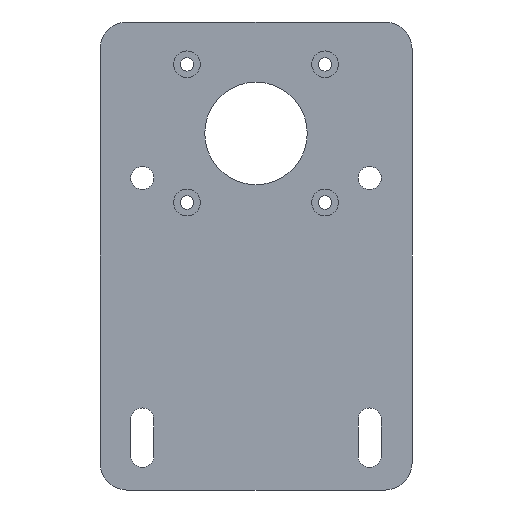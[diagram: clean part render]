
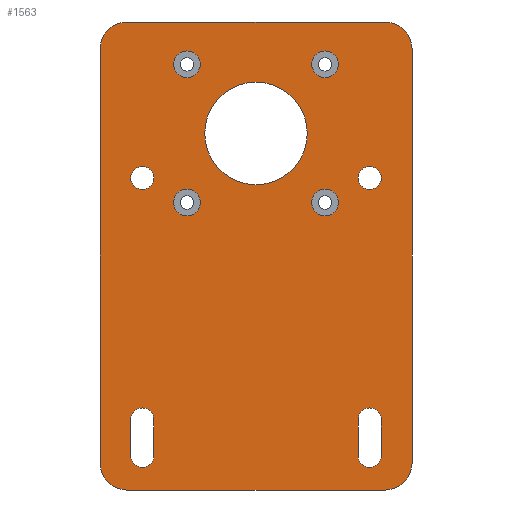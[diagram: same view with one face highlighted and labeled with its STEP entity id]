
A CAD part, front view. The second image highlights one B-rep face of the part: STEP entity #1563.
In plain terms, the highlighted planar face has unit normal (0, -1, 0).
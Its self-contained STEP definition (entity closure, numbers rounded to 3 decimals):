
#26=FACE_BOUND('',#226,.T.);
#27=FACE_BOUND('',#227,.T.);
#28=FACE_BOUND('',#228,.T.);
#29=FACE_BOUND('',#229,.T.);
#30=FACE_BOUND('',#230,.T.);
#31=FACE_BOUND('',#231,.T.);
#32=FACE_BOUND('',#232,.T.);
#33=FACE_BOUND('',#233,.T.);
#34=FACE_BOUND('',#234,.T.);
#56=PLANE('',#1691);
#128=FACE_OUTER_BOUND('',#225,.T.);
#225=EDGE_LOOP('',(#1215,#1216,#1217,#1218,#1219,#1220,#1221,#1222));
#226=EDGE_LOOP('',(#1223));
#227=EDGE_LOOP('',(#1224,#1225,#1226,#1227,#1228,#1229));
#228=EDGE_LOOP('',(#1230));
#229=EDGE_LOOP('',(#1231,#1232,#1233,#1234,#1235));
#230=EDGE_LOOP('',(#1236));
#231=EDGE_LOOP('',(#1237));
#232=EDGE_LOOP('',(#1238));
#233=EDGE_LOOP('',(#1239));
#234=EDGE_LOOP('',(#1240));
#309=LINE('',#2229,#485);
#312=LINE('',#2235,#488);
#316=LINE('',#2247,#492);
#319=LINE('',#2253,#495);
#324=LINE('',#2271,#500);
#328=LINE('',#2283,#504);
#332=LINE('',#2293,#508);
#389=LINE('',#2441,#565);
#391=LINE('',#2445,#567);
#392=LINE('',#2449,#568);
#393=LINE('',#2453,#569);
#485=VECTOR('',#1786,10.);
#488=VECTOR('',#1791,10.);
#492=VECTOR('',#1803,10.);
#495=VECTOR('',#1808,10.);
#500=VECTOR('',#1827,10.);
#504=VECTOR('',#1839,10.);
#508=VECTOR('',#1851,10.);
#565=VECTOR('',#1958,10.);
#567=VECTOR('',#1962,10.);
#568=VECTOR('',#1965,10.);
#569=VECTOR('',#1968,10.);
#658=CIRCLE('',#1642,2.6);
#661=CIRCLE('',#1648,2.6);
#663=CIRCLE('',#1653,2.6);
#664=CIRCLE('',#1655,2.6);
#667=CIRCLE('',#1660,2.6);
#669=CIRCLE('',#1664,2.6);
#685=CIRCLE('',#1689,6.);
#686=CIRCLE('',#1692,6.);
#687=CIRCLE('',#1693,6.);
#688=CIRCLE('',#1694,6.);
#689=CIRCLE('',#1695,3.);
#690=CIRCLE('',#1696,3.);
#691=CIRCLE('',#1697,3.);
#692=CIRCLE('',#1698,3.);
#693=CIRCLE('',#1699,11.5);
#704=VERTEX_POINT('',#2217);
#708=VERTEX_POINT('',#2226);
#709=VERTEX_POINT('',#2228);
#711=VERTEX_POINT('',#2234);
#713=VERTEX_POINT('',#2240);
#715=VERTEX_POINT('',#2246);
#717=VERTEX_POINT('',#2252);
#718=VERTEX_POINT('',#2259);
#722=VERTEX_POINT('',#2268);
#723=VERTEX_POINT('',#2270);
#725=VERTEX_POINT('',#2276);
#727=VERTEX_POINT('',#2282);
#729=VERTEX_POINT('',#2288);
#793=VERTEX_POINT('',#2434);
#794=VERTEX_POINT('',#2436);
#795=VERTEX_POINT('',#2440);
#796=VERTEX_POINT('',#2444);
#797=VERTEX_POINT('',#2446);
#798=VERTEX_POINT('',#2448);
#799=VERTEX_POINT('',#2450);
#800=VERTEX_POINT('',#2452);
#801=VERTEX_POINT('',#2455);
#802=VERTEX_POINT('',#2457);
#803=VERTEX_POINT('',#2459);
#804=VERTEX_POINT('',#2461);
#805=VERTEX_POINT('',#2463);
#852=EDGE_CURVE('',#704,#704,#658,.T.);
#857=EDGE_CURVE('',#709,#708,#309,.T.);
#860=EDGE_CURVE('',#711,#709,#312,.T.);
#863=EDGE_CURVE('',#713,#711,#661,.T.);
#866=EDGE_CURVE('',#715,#713,#316,.T.);
#869=EDGE_CURVE('',#717,#715,#319,.T.);
#872=EDGE_CURVE('',#708,#717,#663,.T.);
#873=EDGE_CURVE('',#718,#718,#664,.T.);
#878=EDGE_CURVE('',#723,#722,#324,.T.);
#881=EDGE_CURVE('',#725,#723,#667,.T.);
#884=EDGE_CURVE('',#727,#725,#328,.T.);
#887=EDGE_CURVE('',#729,#727,#669,.T.);
#890=EDGE_CURVE('',#722,#729,#332,.T.);
#961=EDGE_CURVE('',#793,#794,#685,.T.);
#963=EDGE_CURVE('',#795,#794,#389,.T.);
#965=EDGE_CURVE('',#793,#796,#391,.T.);
#966=EDGE_CURVE('',#797,#796,#686,.T.);
#967=EDGE_CURVE('',#797,#798,#392,.T.);
#968=EDGE_CURVE('',#799,#798,#687,.T.);
#969=EDGE_CURVE('',#799,#800,#393,.T.);
#970=EDGE_CURVE('',#795,#800,#688,.T.);
#971=EDGE_CURVE('',#801,#801,#689,.T.);
#972=EDGE_CURVE('',#802,#802,#690,.T.);
#973=EDGE_CURVE('',#803,#803,#691,.T.);
#974=EDGE_CURVE('',#804,#804,#692,.T.);
#975=EDGE_CURVE('',#805,#805,#693,.T.);
#1215=ORIENTED_EDGE('',*,*,#961,.F.);
#1216=ORIENTED_EDGE('',*,*,#965,.T.);
#1217=ORIENTED_EDGE('',*,*,#966,.F.);
#1218=ORIENTED_EDGE('',*,*,#967,.T.);
#1219=ORIENTED_EDGE('',*,*,#968,.F.);
#1220=ORIENTED_EDGE('',*,*,#969,.T.);
#1221=ORIENTED_EDGE('',*,*,#970,.F.);
#1222=ORIENTED_EDGE('',*,*,#963,.T.);
#1223=ORIENTED_EDGE('',*,*,#852,.T.);
#1224=ORIENTED_EDGE('',*,*,#857,.T.);
#1225=ORIENTED_EDGE('',*,*,#872,.T.);
#1226=ORIENTED_EDGE('',*,*,#869,.T.);
#1227=ORIENTED_EDGE('',*,*,#866,.T.);
#1228=ORIENTED_EDGE('',*,*,#863,.T.);
#1229=ORIENTED_EDGE('',*,*,#860,.T.);
#1230=ORIENTED_EDGE('',*,*,#873,.T.);
#1231=ORIENTED_EDGE('',*,*,#878,.T.);
#1232=ORIENTED_EDGE('',*,*,#890,.T.);
#1233=ORIENTED_EDGE('',*,*,#887,.T.);
#1234=ORIENTED_EDGE('',*,*,#884,.T.);
#1235=ORIENTED_EDGE('',*,*,#881,.T.);
#1236=ORIENTED_EDGE('',*,*,#971,.T.);
#1237=ORIENTED_EDGE('',*,*,#972,.T.);
#1238=ORIENTED_EDGE('',*,*,#973,.T.);
#1239=ORIENTED_EDGE('',*,*,#974,.T.);
#1240=ORIENTED_EDGE('',*,*,#975,.T.);
#1563=ADVANCED_FACE('',(#128,#26,#27,#28,#29,#30,#31,#32,#33,#34),#56,.F.);
#1642=AXIS2_PLACEMENT_3D('',#2218,#1777,#1778);
#1648=AXIS2_PLACEMENT_3D('',#2241,#1797,#1798);
#1653=AXIS2_PLACEMENT_3D('',#2257,#1814,#1815);
#1655=AXIS2_PLACEMENT_3D('',#2260,#1818,#1819);
#1660=AXIS2_PLACEMENT_3D('',#2277,#1833,#1834);
#1664=AXIS2_PLACEMENT_3D('',#2289,#1845,#1846);
#1689=AXIS2_PLACEMENT_3D('',#2437,#1953,#1954);
#1691=AXIS2_PLACEMENT_3D('',#2443,#1960,#1961);
#1692=AXIS2_PLACEMENT_3D('',#2447,#1963,#1964);
#1693=AXIS2_PLACEMENT_3D('',#2451,#1966,#1967);
#1694=AXIS2_PLACEMENT_3D('',#2454,#1969,#1970);
#1695=AXIS2_PLACEMENT_3D('',#2456,#1971,#1972);
#1696=AXIS2_PLACEMENT_3D('',#2458,#1973,#1974);
#1697=AXIS2_PLACEMENT_3D('',#2460,#1975,#1976);
#1698=AXIS2_PLACEMENT_3D('',#2462,#1977,#1978);
#1699=AXIS2_PLACEMENT_3D('',#2464,#1979,#1980);
#1777=DIRECTION('center_axis',(0.,1.,0.));
#1778=DIRECTION('ref_axis',(1.,0.,0.));
#1786=DIRECTION('',(0.,0.,-1.));
#1791=DIRECTION('',(0.,0.,-1.));
#1797=DIRECTION('center_axis',(0.,1.,0.));
#1798=DIRECTION('ref_axis',(1.,0.,0.));
#1803=DIRECTION('',(0.,0.,1.));
#1808=DIRECTION('',(0.,0.,1.));
#1814=DIRECTION('center_axis',(0.,1.,0.));
#1815=DIRECTION('ref_axis',(-1.,0.,0.));
#1818=DIRECTION('center_axis',(0.,1.,0.));
#1819=DIRECTION('ref_axis',(1.,0.,0.));
#1827=DIRECTION('',(0.,0.,-1.));
#1833=DIRECTION('center_axis',(0.,1.,0.));
#1834=DIRECTION('ref_axis',(1.,0.,0.));
#1839=DIRECTION('',(0.,0.,1.));
#1845=DIRECTION('center_axis',(0.,1.,0.));
#1846=DIRECTION('ref_axis',(-1.,0.,0.));
#1851=DIRECTION('',(0.,0.,-1.));
#1953=DIRECTION('center_axis',(0.,1.,0.));
#1954=DIRECTION('ref_axis',(0.707,0.,0.707));
#1958=DIRECTION('',(0.,0.,1.));
#1960=DIRECTION('center_axis',(0.,1.,0.));
#1961=DIRECTION('ref_axis',(1.,0.,0.));
#1962=DIRECTION('',(-1.,0.,0.));
#1963=DIRECTION('center_axis',(0.,1.,0.));
#1964=DIRECTION('ref_axis',(-1.,0.,0.));
#1965=DIRECTION('',(0.,0.,-1.));
#1966=DIRECTION('center_axis',(0.,1.,0.));
#1967=DIRECTION('ref_axis',(-0.707,0.,-0.707));
#1968=DIRECTION('',(1.,0.,0.));
#1969=DIRECTION('center_axis',(0.,1.,0.));
#1970=DIRECTION('ref_axis',(0.707,0.,-0.707));
#1971=DIRECTION('center_axis',(0.,1.,0.));
#1972=DIRECTION('ref_axis',(1.,0.,0.));
#1973=DIRECTION('center_axis',(0.,1.,0.));
#1974=DIRECTION('ref_axis',(1.,0.,0.));
#1975=DIRECTION('center_axis',(0.,1.,0.));
#1976=DIRECTION('ref_axis',(1.,0.,0.));
#1977=DIRECTION('center_axis',(0.,1.,0.));
#1978=DIRECTION('ref_axis',(1.,0.,0.));
#1979=DIRECTION('center_axis',(0.,1.,0.));
#1980=DIRECTION('ref_axis',(1.,0.,0.));
#2217=CARTESIAN_POINT('',(57.9,0.,65.));
#2218=CARTESIAN_POINT('Origin',(60.5,0.,65.));
#2226=CARTESIAN_POINT('',(63.1,0.,2.699));
#2228=CARTESIAN_POINT('',(63.1,0.,7.7));
#2229=CARTESIAN_POINT('',(63.1,0.,28.85));
#2234=CARTESIAN_POINT('',(63.1,0.,10.8));
#2235=CARTESIAN_POINT('',(63.1,0.,30.4));
#2240=CARTESIAN_POINT('',(57.9,0.,10.8));
#2241=CARTESIAN_POINT('Origin',(60.5,0.,10.8));
#2246=CARTESIAN_POINT('',(57.9,0.,7.7));
#2247=CARTESIAN_POINT('',(57.9,0.,28.85));
#2252=CARTESIAN_POINT('',(57.9,0.,2.7));
#2253=CARTESIAN_POINT('',(57.9,0.,26.35));
#2257=CARTESIAN_POINT('Origin',(60.5,0.,2.7));
#2259=CARTESIAN_POINT('',(6.9,0.,65.));
#2260=CARTESIAN_POINT('Origin',(9.5,0.,65.));
#2268=CARTESIAN_POINT('',(12.1,0.,7.7));
#2270=CARTESIAN_POINT('',(12.1,0.,10.8));
#2271=CARTESIAN_POINT('',(12.1,0.,30.4));
#2276=CARTESIAN_POINT('',(6.9,0.,10.8));
#2277=CARTESIAN_POINT('Origin',(9.5,0.,10.8));
#2282=CARTESIAN_POINT('',(6.9,0.,2.701));
#2283=CARTESIAN_POINT('',(6.9,0.,26.35));
#2288=CARTESIAN_POINT('',(12.1,0.,2.7));
#2289=CARTESIAN_POINT('Origin',(9.5,0.,2.7));
#2293=CARTESIAN_POINT('',(12.1,0.,28.85));
#2434=CARTESIAN_POINT('',(64.,0.,100.));
#2436=CARTESIAN_POINT('',(70.,0.,94.));
#2437=CARTESIAN_POINT('Origin',(64.,0.,94.));
#2440=CARTESIAN_POINT('',(70.,0.,1.));
#2441=CARTESIAN_POINT('',(70.,0.,54.5));
#2443=CARTESIAN_POINT('Origin',(40.,0.,50.));
#2444=CARTESIAN_POINT('',(6.,0.,100.));
#2445=CARTESIAN_POINT('',(70.,0.,100.));
#2446=CARTESIAN_POINT('',(0.,0.,94.));
#2447=CARTESIAN_POINT('Origin',(6.,0.,94.));
#2448=CARTESIAN_POINT('',(0.,0.,1.));
#2449=CARTESIAN_POINT('',(0.,0.,-5.));
#2450=CARTESIAN_POINT('',(6.,0.,-5.));
#2451=CARTESIAN_POINT('Origin',(6.,0.,1.));
#2452=CARTESIAN_POINT('',(64.,0.,-5.));
#2453=CARTESIAN_POINT('',(0.,0.,-5.));
#2454=CARTESIAN_POINT('Origin',(64.,0.,1.));
#2455=CARTESIAN_POINT('',(47.5,0.,90.5));
#2456=CARTESIAN_POINT('Origin',(50.5,0.,90.5));
#2457=CARTESIAN_POINT('',(47.5,0.,59.5));
#2458=CARTESIAN_POINT('Origin',(50.5,0.,59.5));
#2459=CARTESIAN_POINT('',(16.5,0.,90.5));
#2460=CARTESIAN_POINT('Origin',(19.5,0.,90.5));
#2461=CARTESIAN_POINT('',(16.5,0.,59.5));
#2462=CARTESIAN_POINT('Origin',(19.5,0.,59.5));
#2463=CARTESIAN_POINT('',(23.5,0.,75.));
#2464=CARTESIAN_POINT('Origin',(35.,0.,75.));
